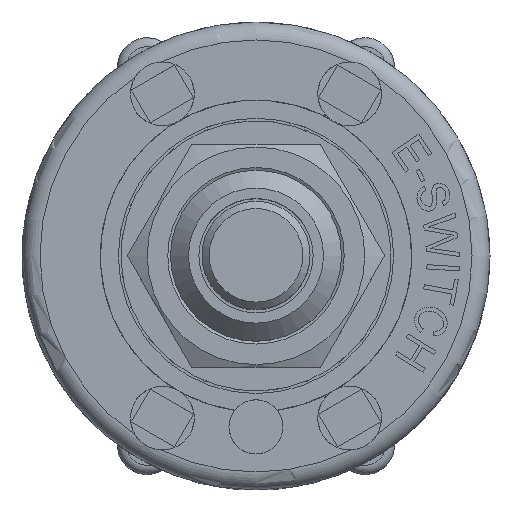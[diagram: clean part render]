
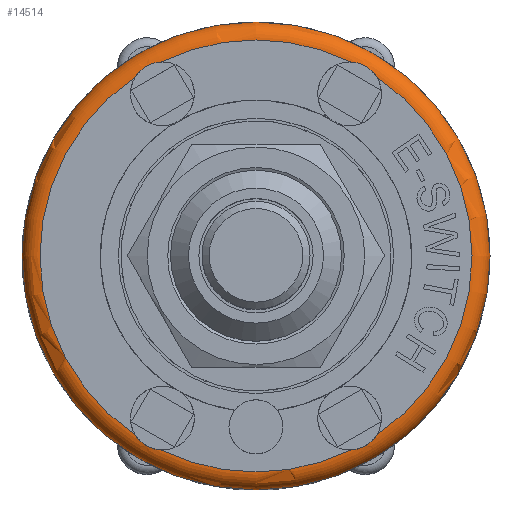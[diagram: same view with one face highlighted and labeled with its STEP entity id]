
A CAD part, top view. The second image highlights one B-rep face of the part: STEP entity #14514.
In plain terms, the highlighted toroidal (fillet/blend) face has major radius 12 mm and minor radius 1 mm.
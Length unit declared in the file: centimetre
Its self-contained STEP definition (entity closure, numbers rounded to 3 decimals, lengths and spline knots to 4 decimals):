
#28=TOROIDAL_SURFACE('',#15321,1.2,0.1);
#667=B_SPLINE_CURVE_WITH_KNOTS('',3,(#24962,#24963,#24964,#24965,#24966,
#24967,#24968,#24969,#24970,#24971,#24972,#24973),.UNSPECIFIED.,.F.,.F.,
(4,2,2,2,2,4),(-0.2692,-0.2446,-0.216,
-0.1921,-0.1645,-0.1357),.UNSPECIFIED.);
#668=B_SPLINE_CURVE_WITH_KNOTS('',3,(#24985,#24986,#24987,#24988,#24989,
#24990,#24991,#24992,#24993,#24994,#24995,#24996),.UNSPECIFIED.,.F.,.F.,
(4,2,2,2,2,4),(-0.2692,-0.2446,-0.216,
-0.1921,-0.1645,-0.1357),.UNSPECIFIED.);
#669=B_SPLINE_CURVE_WITH_KNOTS('',3,(#25013,#25014,#25015,#25016,#25017,
#25018,#25019,#25020,#25021,#25022,#25023,#25024),.UNSPECIFIED.,.F.,.F.,
(4,2,2,2,2,4),(-0.2692,-0.2446,-0.216,
-0.1921,-0.1645,-0.1357),.UNSPECIFIED.);
#670=B_SPLINE_CURVE_WITH_KNOTS('',3,(#25046,#25047,#25048,#25049,#25050,
#25051,#25052,#25053,#25054,#25055,#25056,#25057),.UNSPECIFIED.,.F.,.F.,
(4,2,2,2,2,4),(-0.2692,-0.2446,-0.216,
-0.1921,-0.1645,-0.1357),.UNSPECIFIED.);
#1954=FACE_OUTER_BOUND('',#2815,.T.);
#2815=EDGE_LOOP('',(#13342,#13343,#13344,#13345,#13346,#13347,#13348,#13349,
#13350,#13351,#13352,#13353));
#6068=CIRCLE('',#15274,1.3);
#6095=CIRCLE('',#15322,0.1);
#6096=CIRCLE('',#15323,1.2);
#6097=CIRCLE('',#15324,1.2);
#6098=CIRCLE('',#15325,1.2);
#6099=CIRCLE('',#15326,1.2);
#6100=CIRCLE('',#15327,1.2);
#7404=VERTEX_POINT('',#24924);
#7412=VERTEX_POINT('',#24960);
#7413=VERTEX_POINT('',#24961);
#7416=VERTEX_POINT('',#24983);
#7417=VERTEX_POINT('',#24984);
#7422=VERTEX_POINT('',#25011);
#7423=VERTEX_POINT('',#25012);
#7430=VERTEX_POINT('',#25044);
#7431=VERTEX_POINT('',#25045);
#7434=VERTEX_POINT('',#25067);
#9426=EDGE_CURVE('',#7404,#7404,#6068,.T.);
#9444=EDGE_CURVE('',#7412,#7413,#667,.T.);
#9450=EDGE_CURVE('',#7416,#7417,#668,.T.);
#9458=EDGE_CURVE('',#7422,#7423,#669,.T.);
#9468=EDGE_CURVE('',#7430,#7431,#670,.T.);
#9474=EDGE_CURVE('',#7404,#7434,#6095,.T.);
#9475=EDGE_CURVE('',#7434,#7422,#6096,.T.);
#9476=EDGE_CURVE('',#7423,#7416,#6097,.T.);
#9477=EDGE_CURVE('',#7417,#7412,#6098,.T.);
#9478=EDGE_CURVE('',#7413,#7430,#6099,.T.);
#9479=EDGE_CURVE('',#7431,#7434,#6100,.T.);
#13342=ORIENTED_EDGE('',*,*,#9426,.T.);
#13343=ORIENTED_EDGE('',*,*,#9474,.T.);
#13344=ORIENTED_EDGE('',*,*,#9475,.T.);
#13345=ORIENTED_EDGE('',*,*,#9458,.T.);
#13346=ORIENTED_EDGE('',*,*,#9476,.T.);
#13347=ORIENTED_EDGE('',*,*,#9450,.T.);
#13348=ORIENTED_EDGE('',*,*,#9477,.T.);
#13349=ORIENTED_EDGE('',*,*,#9444,.T.);
#13350=ORIENTED_EDGE('',*,*,#9478,.T.);
#13351=ORIENTED_EDGE('',*,*,#9468,.T.);
#13352=ORIENTED_EDGE('',*,*,#9479,.T.);
#13353=ORIENTED_EDGE('',*,*,#9474,.F.);
#14514=ADVANCED_FACE('',(#1954),#28,.T.);
#15274=AXIS2_PLACEMENT_3D('',#24925,#18191,#18192);
#15321=AXIS2_PLACEMENT_3D('',#25066,#18302,#18303);
#15322=AXIS2_PLACEMENT_3D('',#25068,#18304,#18305);
#15323=AXIS2_PLACEMENT_3D('',#25069,#18306,#18307);
#15324=AXIS2_PLACEMENT_3D('',#25070,#18308,#18309);
#15325=AXIS2_PLACEMENT_3D('',#25071,#18310,#18311);
#15326=AXIS2_PLACEMENT_3D('',#25072,#18312,#18313);
#15327=AXIS2_PLACEMENT_3D('',#25073,#18314,#18315);
#18191=DIRECTION('center_axis',(0.,0.,1.));
#18192=DIRECTION('ref_axis',(-1.,0.,0.));
#18302=DIRECTION('center_axis',(0.,0.,-1.));
#18303=DIRECTION('ref_axis',(-1.,0.,0.));
#18304=DIRECTION('center_axis',(0.,-1.,0.));
#18305=DIRECTION('ref_axis',(1.,0.,0.));
#18306=DIRECTION('center_axis',(0.,0.,-1.));
#18307=DIRECTION('ref_axis',(-1.,0.,0.));
#18308=DIRECTION('center_axis',(0.,0.,-1.));
#18309=DIRECTION('ref_axis',(-1.,0.,0.));
#18310=DIRECTION('center_axis',(0.,0.,-1.));
#18311=DIRECTION('ref_axis',(-1.,0.,0.));
#18312=DIRECTION('center_axis',(0.,0.,-1.));
#18313=DIRECTION('ref_axis',(-1.,0.,0.));
#18314=DIRECTION('center_axis',(0.,0.,-1.));
#18315=DIRECTION('ref_axis',(-1.,0.,0.));
#24924=CARTESIAN_POINT('',(1.3,0.,0.95));
#24925=CARTESIAN_POINT('Origin',(0.,0.,0.95));
#24960=CARTESIAN_POINT('',(-0.67,0.9955,1.05));
#24961=CARTESIAN_POINT('',(-0.5271,1.078,1.05));
#24962=CARTESIAN_POINT('Ctrl Pts',(-0.67,0.9955,
1.05));
#24963=CARTESIAN_POINT('Ctrl Pts',(-0.6646,1.0041,
1.05));
#24964=CARTESIAN_POINT('Ctrl Pts',(-0.6583,1.0124,
1.0498));
#24965=CARTESIAN_POINT('Ctrl Pts',(-0.6428,1.0294,
1.0491));
#24966=CARTESIAN_POINT('Ctrl Pts',(-0.6335,1.0377,
1.0488));
#24967=CARTESIAN_POINT('Ctrl Pts',(-0.615,1.051,1.0484));
#24968=CARTESIAN_POINT('Ctrl Pts',(-0.6061,1.0563,
1.0484));
#24969=CARTESIAN_POINT('Ctrl Pts',(-0.5859,1.0659,1.0487));
#24970=CARTESIAN_POINT('Ctrl Pts',(-0.5747,1.07,1.049));
#24971=CARTESIAN_POINT('Ctrl Pts',(-0.551,1.0759,1.0497));
#24972=CARTESIAN_POINT('Ctrl Pts',(-0.539,1.0775,
1.05));
#24973=CARTESIAN_POINT('Ctrl Pts',(-0.5271,1.078,
1.05));
#24983=CARTESIAN_POINT('',(-0.5271,-1.078,1.05));
#24984=CARTESIAN_POINT('',(-0.67,-0.9955,1.05));
#24985=CARTESIAN_POINT('Ctrl Pts',(-0.5271,-1.078,
1.05));
#24986=CARTESIAN_POINT('Ctrl Pts',(-0.5373,-1.0776,
1.05));
#24987=CARTESIAN_POINT('Ctrl Pts',(-0.5476,-1.0763,
1.0498));
#24988=CARTESIAN_POINT('Ctrl Pts',(-0.5701,-1.0714,1.0491));
#24989=CARTESIAN_POINT('Ctrl Pts',(-0.5819,-1.0675,
1.0488));
#24990=CARTESIAN_POINT('Ctrl Pts',(-0.6027,-1.0581,
1.0484));
#24991=CARTESIAN_POINT('Ctrl Pts',(-0.6117,-1.053,
1.0484));
#24992=CARTESIAN_POINT('Ctrl Pts',(-0.6301,-1.0404,
1.0487));
#24993=CARTESIAN_POINT('Ctrl Pts',(-0.6393,-1.0327,
1.049));
#24994=CARTESIAN_POINT('Ctrl Pts',(-0.6562,-1.0151,
1.0497));
#24995=CARTESIAN_POINT('Ctrl Pts',(-0.6637,-1.0055,
1.05));
#24996=CARTESIAN_POINT('Ctrl Pts',(-0.67,-0.9955,
1.05));
#25011=CARTESIAN_POINT('',(0.67,-0.9955,1.05));
#25012=CARTESIAN_POINT('',(0.5271,-1.078,1.05));
#25013=CARTESIAN_POINT('Ctrl Pts',(0.67,-0.9955,
1.05));
#25014=CARTESIAN_POINT('Ctrl Pts',(0.6646,-1.0041,
1.05));
#25015=CARTESIAN_POINT('Ctrl Pts',(0.6583,-1.0124,
1.0498));
#25016=CARTESIAN_POINT('Ctrl Pts',(0.6428,-1.0294,
1.0491));
#25017=CARTESIAN_POINT('Ctrl Pts',(0.6335,-1.0377,
1.0488));
#25018=CARTESIAN_POINT('Ctrl Pts',(0.615,-1.051,
1.0484));
#25019=CARTESIAN_POINT('Ctrl Pts',(0.6061,-1.0563,
1.0484));
#25020=CARTESIAN_POINT('Ctrl Pts',(0.5859,-1.0659,1.0487));
#25021=CARTESIAN_POINT('Ctrl Pts',(0.5747,-1.07,1.049));
#25022=CARTESIAN_POINT('Ctrl Pts',(0.551,-1.0759,
1.0497));
#25023=CARTESIAN_POINT('Ctrl Pts',(0.539,-1.0775,
1.05));
#25024=CARTESIAN_POINT('Ctrl Pts',(0.5271,-1.078,
1.05));
#25044=CARTESIAN_POINT('',(0.5271,1.078,1.05));
#25045=CARTESIAN_POINT('',(0.67,0.9955,1.05));
#25046=CARTESIAN_POINT('Ctrl Pts',(0.5271,1.078,1.05));
#25047=CARTESIAN_POINT('Ctrl Pts',(0.5373,1.0776,1.05));
#25048=CARTESIAN_POINT('Ctrl Pts',(0.5476,1.0763,1.0498));
#25049=CARTESIAN_POINT('Ctrl Pts',(0.5701,1.0714,1.0491));
#25050=CARTESIAN_POINT('Ctrl Pts',(0.5819,1.0675,1.0488));
#25051=CARTESIAN_POINT('Ctrl Pts',(0.6027,1.0581,1.0484));
#25052=CARTESIAN_POINT('Ctrl Pts',(0.6117,1.053,1.0484));
#25053=CARTESIAN_POINT('Ctrl Pts',(0.6301,1.0404,1.0487));
#25054=CARTESIAN_POINT('Ctrl Pts',(0.6393,1.0327,1.049));
#25055=CARTESIAN_POINT('Ctrl Pts',(0.6562,1.0151,1.0497));
#25056=CARTESIAN_POINT('Ctrl Pts',(0.6637,1.0055,1.05));
#25057=CARTESIAN_POINT('Ctrl Pts',(0.67,0.9955,
1.05));
#25066=CARTESIAN_POINT('Origin',(0.,0.,0.95));
#25067=CARTESIAN_POINT('',(1.2,0.,1.05));
#25068=CARTESIAN_POINT('Origin',(1.2,0.,0.95));
#25069=CARTESIAN_POINT('Origin',(0.,0.,1.05));
#25070=CARTESIAN_POINT('Origin',(0.,0.,1.05));
#25071=CARTESIAN_POINT('Origin',(0.,0.,1.05));
#25072=CARTESIAN_POINT('Origin',(0.,0.,1.05));
#25073=CARTESIAN_POINT('Origin',(0.,0.,1.05));
